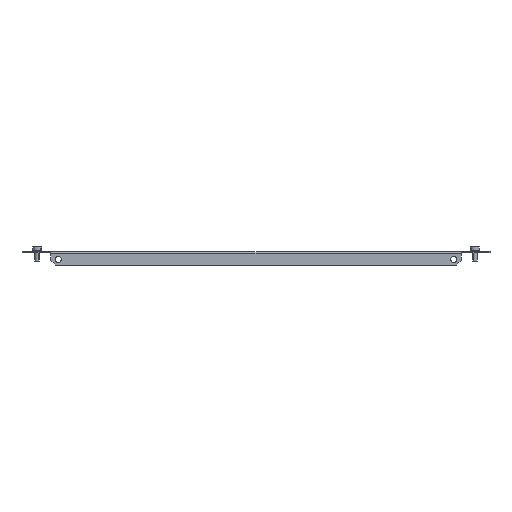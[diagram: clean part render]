
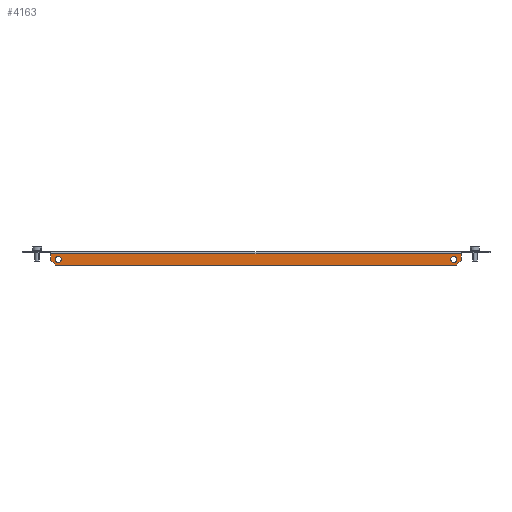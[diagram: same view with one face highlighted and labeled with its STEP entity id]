
A CAD part, front view. The second image highlights one B-rep face of the part: STEP entity #4163.
In plain terms, the highlighted planar face has unit normal (0, -1, 0).
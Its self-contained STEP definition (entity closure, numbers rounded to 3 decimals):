
#137 = ORIENTED_EDGE ( 'NONE', *, *, #2733, .F. ) ;
#175 = CARTESIAN_POINT ( 'NONE',  ( 217.5, -49.5, -2. ) ) ;
#228 = DIRECTION ( 'NONE',  ( 0., 0., 1. ) ) ;
#422 = DIRECTION ( 'NONE',  ( 0.707, 0., 0.707 ) ) ;
#652 = LINE ( 'NONE', #1824, #4182 ) ;
#680 = AXIS2_PLACEMENT_3D ( 'NONE', #4142, #1692, #4485 ) ;
#702 = VECTOR ( 'NONE', #747, 1000. ) ;
#747 = DIRECTION ( 'NONE',  ( 1., 0., 0. ) ) ;
#765 = CIRCLE ( 'NONE', #2308, 3.25 ) ;
#820 = EDGE_CURVE ( 'NONE', #4144, #2203, #2798, .T. ) ;
#968 = ORIENTED_EDGE ( 'NONE', *, *, #2682, .T. ) ;
#1110 = LINE ( 'NONE', #4042, #702 ) ;
#1123 = EDGE_CURVE ( 'NONE', #2839, #1917, #652, .T. ) ;
#1172 = AXIS2_PLACEMENT_3D ( 'NONE', #1296, #1251, #228 ) ;
#1229 = CARTESIAN_POINT ( 'NONE',  ( 209.5, -49.5, -8. ) ) ;
#1251 = DIRECTION ( 'NONE',  ( 0., -1., 0. ) ) ;
#1296 = CARTESIAN_POINT ( 'NONE',  ( 0., -49.5, 0. ) ) ;
#1308 = CIRCLE ( 'NONE', #3995, 3.25 ) ;
#1318 = DIRECTION ( 'NONE',  ( 0., 1., 0. ) ) ;
#1390 = VERTEX_POINT ( 'NONE', #4300 ) ;
#1437 = CARTESIAN_POINT ( 'NONE',  ( 0., -49.5, -2. ) ) ;
#1445 = CARTESIAN_POINT ( 'NONE',  ( -212.5, -49.5, -14. ) ) ;
#1533 = EDGE_LOOP ( 'NONE', ( #4657, #4002, #3812, #4244, #2895, #2742 ) ) ;
#1570 = LINE ( 'NONE', #3370, #4462 ) ;
#1628 = CIRCLE ( 'NONE', #2790, 3.25 ) ;
#1656 = DIRECTION ( 'NONE',  ( 0., -1., 0. ) ) ;
#1682 = FACE_BOUND ( 'NONE', #2362, .T. ) ;
#1692 = DIRECTION ( 'NONE',  ( 0., 1., 0. ) ) ;
#1707 = VECTOR ( 'NONE', #2704, 1000. ) ;
#1824 = CARTESIAN_POINT ( 'NONE',  ( -217.5, -49.5, 0. ) ) ;
#1917 = VERTEX_POINT ( 'NONE', #4661 ) ;
#1941 = CARTESIAN_POINT ( 'NONE',  ( 209.5, -49.5, -8. ) ) ;
#2034 = ORIENTED_EDGE ( 'NONE', *, *, #4273, .T. ) ;
#2048 = CARTESIAN_POINT ( 'NONE',  ( 217.5, -49.5, 0. ) ) ;
#2069 = CARTESIAN_POINT ( 'NONE',  ( 212.5, -49.5, -14. ) ) ;
#2079 = CARTESIAN_POINT ( 'NONE',  ( 209.5, -49.5, -11.25 ) ) ;
#2138 = DIRECTION ( 'NONE',  ( 0., 0., -1. ) ) ;
#2203 = VERTEX_POINT ( 'NONE', #4194 ) ;
#2273 = CARTESIAN_POINT ( 'NONE',  ( -209.5, -49.5, -4.75 ) ) ;
#2308 = AXIS2_PLACEMENT_3D ( 'NONE', #1941, #3404, #2715 ) ;
#2362 = EDGE_LOOP ( 'NONE', ( #137, #4765 ) ) ;
#2384 = PLANE ( 'NONE',  #1172 ) ;
#2546 = EDGE_CURVE ( 'NONE', #3506, #2839, #3002, .T. ) ;
#2682 = EDGE_CURVE ( 'NONE', #1390, #4003, #3986, .T. ) ;
#2704 = DIRECTION ( 'NONE',  ( 0., 0., 1. ) ) ;
#2715 = DIRECTION ( 'NONE',  ( 0., 0., 1. ) ) ;
#2733 = EDGE_CURVE ( 'NONE', #3389, #2787, #765, .T. ) ;
#2742 = ORIENTED_EDGE ( 'NONE', *, *, #3985, .T. ) ;
#2787 = VERTEX_POINT ( 'NONE', #2079 ) ;
#2790 = AXIS2_PLACEMENT_3D ( 'NONE', #4605, #1318, #2796 ) ;
#2796 = DIRECTION ( 'NONE',  ( 0., 0., 1. ) ) ;
#2798 = LINE ( 'NONE', #3768, #4491 ) ;
#2839 = VERTEX_POINT ( 'NONE', #4380 ) ;
#2895 = ORIENTED_EDGE ( 'NONE', *, *, #1123, .T. ) ;
#3002 = LINE ( 'NONE', #1437, #3645 ) ;
#3304 = VERTEX_POINT ( 'NONE', #1445 ) ;
#3370 = CARTESIAN_POINT ( 'NONE',  ( -113.25, -49.5, -113.25 ) ) ;
#3389 = VERTEX_POINT ( 'NONE', #3688 ) ;
#3404 = DIRECTION ( 'NONE',  ( 0., -1., 0. ) ) ;
#3437 = DIRECTION ( 'NONE',  ( 0., 0., 1. ) ) ;
#3506 = VERTEX_POINT ( 'NONE', #175 ) ;
#3553 = EDGE_CURVE ( 'NONE', #2787, #3389, #1308, .T. ) ;
#3645 = VECTOR ( 'NONE', #4464, 1000. ) ;
#3688 = CARTESIAN_POINT ( 'NONE',  ( 209.5, -49.5, -4.75 ) ) ;
#3768 = CARTESIAN_POINT ( 'NONE',  ( 113.25, -49.5, -113.25 ) ) ;
#3812 = ORIENTED_EDGE ( 'NONE', *, *, #4230, .T. ) ;
#3821 = FACE_BOUND ( 'NONE', #4390, .T. ) ;
#3985 = EDGE_CURVE ( 'NONE', #1917, #3304, #1570, .T. ) ;
#3986 = CIRCLE ( 'NONE', #680, 3.25 ) ;
#3995 = AXIS2_PLACEMENT_3D ( 'NONE', #1229, #1656, #3437 ) ;
#4002 = ORIENTED_EDGE ( 'NONE', *, *, #820, .T. ) ;
#4003 = VERTEX_POINT ( 'NONE', #2273 ) ;
#4042 = CARTESIAN_POINT ( 'NONE',  ( 0., -49.5, -14. ) ) ;
#4108 = EDGE_CURVE ( 'NONE', #3304, #4144, #1110, .T. ) ;
#4142 = CARTESIAN_POINT ( 'NONE',  ( -209.5, -49.5, -8. ) ) ;
#4144 = VERTEX_POINT ( 'NONE', #2069 ) ;
#4152 = LINE ( 'NONE', #2048, #1707 ) ;
#4163 = ADVANCED_FACE ( 'NONE', ( #1682, #3821, #4539 ), #2384, .T. ) ;
#4182 = VECTOR ( 'NONE', #2138, 1000. ) ;
#4194 = CARTESIAN_POINT ( 'NONE',  ( 217.5, -49.5, -9. ) ) ;
#4230 = EDGE_CURVE ( 'NONE', #2203, #3506, #4152, .T. ) ;
#4244 = ORIENTED_EDGE ( 'NONE', *, *, #2546, .T. ) ;
#4273 = EDGE_CURVE ( 'NONE', #4003, #1390, #1628, .T. ) ;
#4300 = CARTESIAN_POINT ( 'NONE',  ( -209.5, -49.5, -11.25 ) ) ;
#4380 = CARTESIAN_POINT ( 'NONE',  ( -217.5, -49.5, -2. ) ) ;
#4390 = EDGE_LOOP ( 'NONE', ( #2034, #968 ) ) ;
#4462 = VECTOR ( 'NONE', #4497, 1000. ) ;
#4464 = DIRECTION ( 'NONE',  ( -1., 0., 0. ) ) ;
#4485 = DIRECTION ( 'NONE',  ( 0., 0., 1. ) ) ;
#4491 = VECTOR ( 'NONE', #422, 1000. ) ;
#4497 = DIRECTION ( 'NONE',  ( 0.707, 0., -0.707 ) ) ;
#4539 = FACE_OUTER_BOUND ( 'NONE', #1533, .T. ) ;
#4605 = CARTESIAN_POINT ( 'NONE',  ( -209.5, -49.5, -8. ) ) ;
#4657 = ORIENTED_EDGE ( 'NONE', *, *, #4108, .T. ) ;
#4661 = CARTESIAN_POINT ( 'NONE',  ( -217.5, -49.5, -9. ) ) ;
#4765 = ORIENTED_EDGE ( 'NONE', *, *, #3553, .F. ) ;
